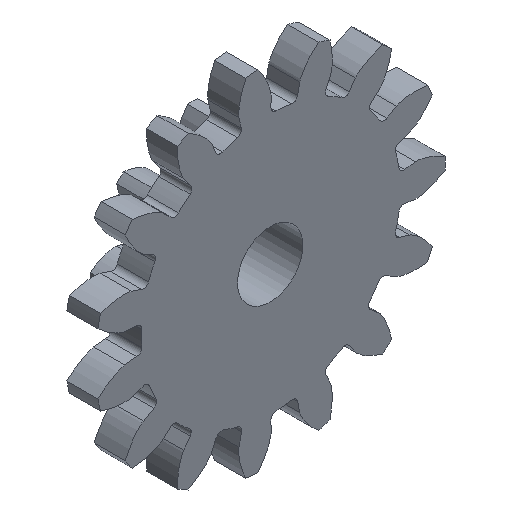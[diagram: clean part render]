
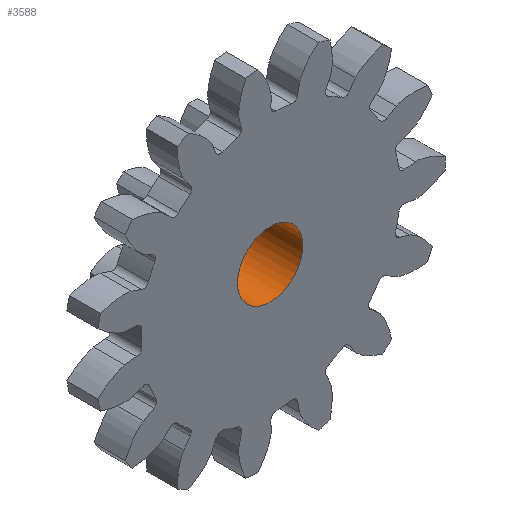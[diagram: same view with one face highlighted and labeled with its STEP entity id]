
A CAD part, isometric view. The second image highlights one B-rep face of the part: STEP entity #3588.
In plain terms, the highlighted cylindrical face has radius 3.15 mm (diameter 6.3 mm), a full revolution.
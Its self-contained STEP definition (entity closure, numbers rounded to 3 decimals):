
#433=FACE_OUTER_BOUND('',#623,.T.);
#623=EDGE_LOOP('',(#3148,#3149,#3150,#3151));
#868=LINE('',#7437,#1099);
#1099=VECTOR('',#4839,3.);
#1156=CIRCLE('',#3722,3.15);
#1285=CIRCLE('',#3951,3.15);
#1394=VERTEX_POINT('',#5268);
#1655=VERTEX_POINT('',#7436);
#1800=EDGE_CURVE('',#1394,#1394,#1156,.F.);
#2201=EDGE_CURVE('',#1394,#1655,#868,.T.);
#2202=EDGE_CURVE('',#1655,#1655,#1285,.F.);
#3148=ORIENTED_EDGE('',*,*,#1800,.F.);
#3149=ORIENTED_EDGE('',*,*,#2201,.T.);
#3150=ORIENTED_EDGE('',*,*,#2202,.T.);
#3151=ORIENTED_EDGE('',*,*,#2201,.F.);
#3409=CYLINDRICAL_SURFACE('',#3950,3.15);
#3588=ADVANCED_FACE('',(#433),#3409,.F.);
#3722=AXIS2_PLACEMENT_3D('',#5269,#4223,#4224);
#3950=AXIS2_PLACEMENT_3D('',#7435,#4837,#4838);
#3951=AXIS2_PLACEMENT_3D('',#7438,#4840,#4841);
#4223=DIRECTION('center_axis',(0.,1.,0.));
#4224=DIRECTION('ref_axis',(1.,0.,0.));
#4837=DIRECTION('center_axis',(0.,1.,0.));
#4838=DIRECTION('ref_axis',(1.,0.,0.));
#4839=DIRECTION('',(0.,-1.,0.));
#4840=DIRECTION('center_axis',(0.,1.,0.));
#4841=DIRECTION('ref_axis',(1.,0.,0.));
#5268=CARTESIAN_POINT('',(-3.15,7.5,0.));
#5269=CARTESIAN_POINT('Origin',(0.,7.5,0.));
#7435=CARTESIAN_POINT('Origin',(0.,0.,0.));
#7436=CARTESIAN_POINT('',(-3.15,0.,0.));
#7437=CARTESIAN_POINT('',(-3.15,0.,0.));
#7438=CARTESIAN_POINT('Origin',(0.,0.,0.));
